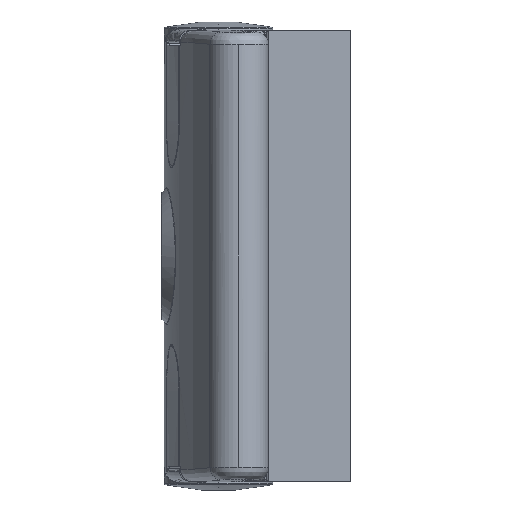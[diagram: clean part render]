
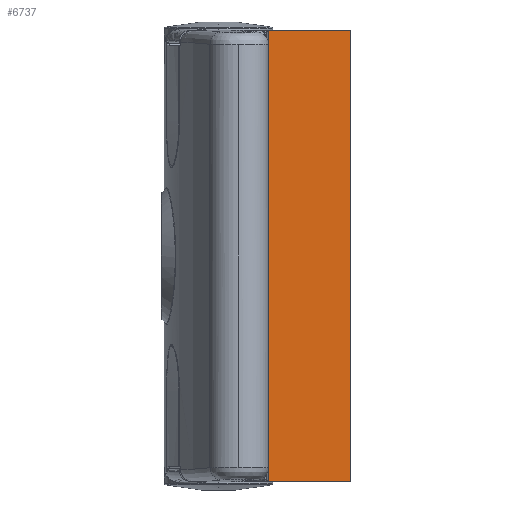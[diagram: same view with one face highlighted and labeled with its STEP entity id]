
A CAD part, left-side view. The second image highlights one B-rep face of the part: STEP entity #6737.
In plain terms, the highlighted planar face has unit normal (-1, 0, 0).
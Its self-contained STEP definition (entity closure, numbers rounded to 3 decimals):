
#6737=ADVANCED_FACE('NONE',(#14881),#14882,.F.);
#14881=FACE_OUTER_BOUND('',#37376,.T.);
#14882=PLANE('',#37377);
#37376=EDGE_LOOP('',(#73903,#73904,#73905,#73906,#73907,#73908,#73909,#73910));
#37377=AXIS2_PLACEMENT_3D('',#73911,#73912,#73913);
#73903=ORIENTED_EDGE('',*,*,#92443,.F.);
#73904=ORIENTED_EDGE('',*,*,#92444,.T.);
#73905=ORIENTED_EDGE('',*,*,#92445,.T.);
#73906=ORIENTED_EDGE('',*,*,#92446,.T.);
#73907=ORIENTED_EDGE('',*,*,#92447,.T.);
#73908=ORIENTED_EDGE('',*,*,#92448,.T.);
#73909=ORIENTED_EDGE('',*,*,#92435,.T.);
#73910=ORIENTED_EDGE('',*,*,#92449,.T.);
#73911=CARTESIAN_POINT('',(-27.5,10.0,37.5));
#73912=DIRECTION('',(1.0,0.,0.));
#73913=DIRECTION('',(0.,0.,-1.0));
#92435=EDGE_CURVE('NONE',#105848,#105846,#105849,.T.);
#92443=EDGE_CURVE('NONE',#105862,#105863,#105864,.T.);
#92444=EDGE_CURVE('NONE',#105862,#105865,#105866,.T.);
#92445=EDGE_CURVE('NONE',#105865,#105867,#105868,.T.);
#92446=EDGE_CURVE('NONE',#105867,#105869,#105870,.T.);
#92447=EDGE_CURVE('NONE',#105869,#105871,#105872,.T.);
#92448=EDGE_CURVE('NONE',#105871,#105848,#105873,.T.);
#92449=EDGE_CURVE('NONE',#105846,#105863,#105874,.T.);
#105846=VERTEX_POINT('NONE',#132524);
#105848=VERTEX_POINT('NONE',#132527);
#105849=LINE('',#132528,#132529);
#105862=VERTEX_POINT('NONE',#132545);
#105863=VERTEX_POINT('NONE',#132546);
#105864=LINE('',#132547,#132548);
#105865=VERTEX_POINT('NONE',#132549);
#105866=LINE('',#132550,#132551);
#105867=VERTEX_POINT('NONE',#132552);
#105868=LINE('',#132553,#132554);
#105869=VERTEX_POINT('NONE',#132555);
#105870=LINE('',#132556,#132557);
#105871=VERTEX_POINT('NONE',#132558);
#105872=LINE('',#132559,#132560);
#105873=LINE('',#132561,#132562);
#105874=LINE('',#132563,#132564);
#132524=CARTESIAN_POINT('',(-27.5,-22.0,-37.5));
#132527=CARTESIAN_POINT('',(-27.5,-8.3,-37.5));
#132528=CARTESIAN_POINT('',(-27.5,10.0,-37.5));
#132529=VECTOR('',#153291,1000.0);
#132545=CARTESIAN_POINT('',(-27.5,-8.3,37.5));
#132546=CARTESIAN_POINT('',(-27.5,-22.0,37.5));
#132547=CARTESIAN_POINT('',(-27.5,10.0,37.5));
#132548=VECTOR('',#153304,1000.0);
#132549=CARTESIAN_POINT('',(-27.5,-8.3,31.2));
#132550=CARTESIAN_POINT('',(-27.5,-8.3,31.5));
#132551=VECTOR('',#153305,1000.0);
#132552=CARTESIAN_POINT('',(-27.5,-0.6,31.2));
#132553=CARTESIAN_POINT('',(-27.5,10.0,31.2));
#132554=VECTOR('',#153306,1000.0);
#132555=CARTESIAN_POINT('',(-27.5,-0.6,-31.2));
#132556=CARTESIAN_POINT('',(-27.5,-0.6,-31.5));
#132557=VECTOR('',#153307,1000.0);
#132558=CARTESIAN_POINT('',(-27.5,-8.3,-31.2));
#132559=CARTESIAN_POINT('',(-27.5,10.0,-31.2));
#132560=VECTOR('',#153308,1000.0);
#132561=CARTESIAN_POINT('',(-27.5,-8.3,-37.5));
#132562=VECTOR('',#153309,1000.0);
#132563=CARTESIAN_POINT('',(-27.5,-22.0,37.5));
#132564=VECTOR('',#153310,1000.0);
#153291=DIRECTION('',(0.,-1.0,0.));
#153304=DIRECTION('',(0.,-1.0,0.));
#153305=DIRECTION('',(0.,0.,-1.0));
#153306=DIRECTION('',(0.,1.0,0.));
#153307=DIRECTION('',(0.,0.,-1.0));
#153308=DIRECTION('',(0.,-1.0,0.));
#153309=DIRECTION('',(0.,0.,-1.0));
#153310=DIRECTION('',(0.,0.,1.0));
